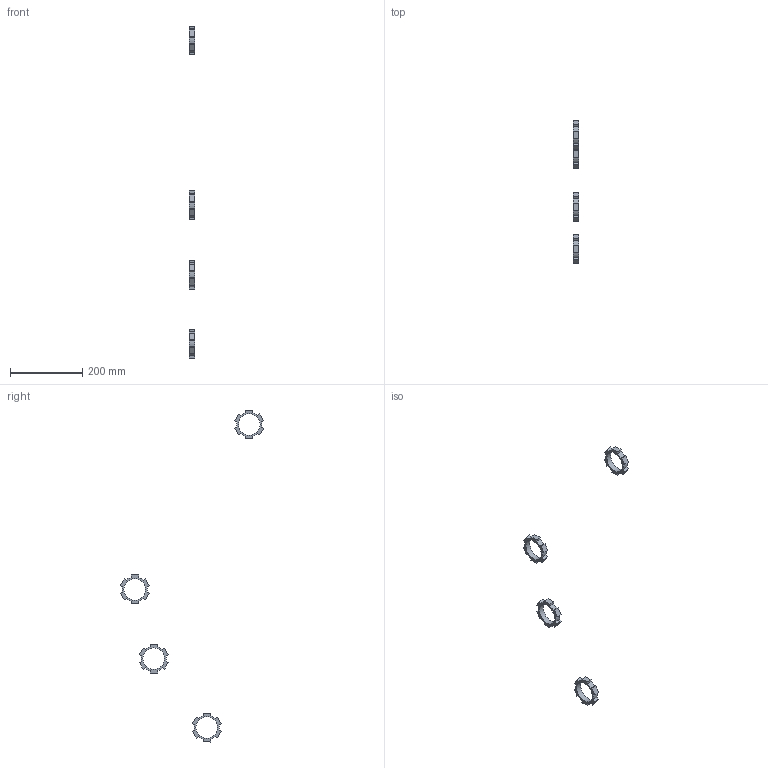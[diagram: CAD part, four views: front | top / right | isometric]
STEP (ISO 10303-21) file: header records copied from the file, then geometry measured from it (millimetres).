
FILE_DESCRIPTION( ( '' ), ' ' );
FILE_NAME( '5dee999941b5c615554758bb.step', '2019-12-09T18:59:37', ( '' ), ( '' ), ' ', ' ', ' ' );
FILE_SCHEMA( ( 'AUTOMOTIVE_DESIGN { 1 0 10303 214 1 1 1 1 }' ) );
Length unit declared in the file: metre
Products named in the file (4): Part 17; Part 64; Part 70; Part 46
Bounding box: 15.24 x 398.1 x 922.19 mm (x, y, z)
Volume: 106036.7 mm3; surface area: 43601.9 mm2
Topology: 4 solids, 4 shells, 108 faces, 300 edges, 200 vertices
Faces by surface type: plane 80, cylinder 28
Full cylindrical faces by diameter (mm): 60 x4
Entity records: 4346 total; most frequent: CARTESIAN_POINT 608, ORIENTED_EDGE 592, DIRECTION 576, EDGE_CURVE 296, LINE 240, VECTOR 240, VERTEX_POINT 200, AXIS2_PLACEMENT_3D 168
